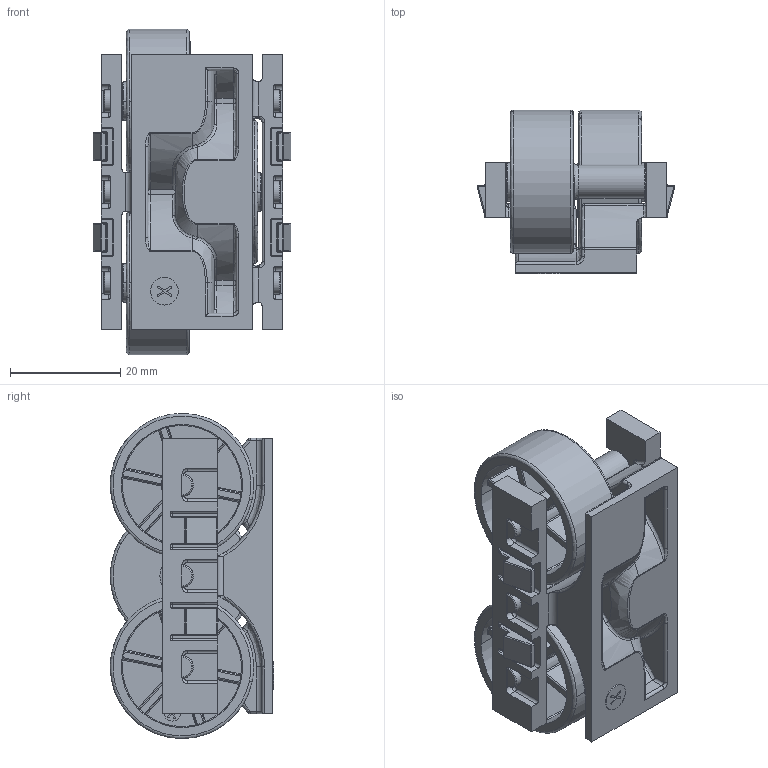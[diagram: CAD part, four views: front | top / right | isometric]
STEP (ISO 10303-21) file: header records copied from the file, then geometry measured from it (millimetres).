
FILE_DESCRIPTION (( 'STEP AP203' ), '1' );
FILE_NAME ('801101_c_1.STEP', '2023-03-16T13:45:36', ( '' ), ( '' ), 'SwSTEP 2.0', 'SolidWorks 2014', '' );
FILE_SCHEMA (( 'CONFIG_CONTROL_DESIGN' ));
Length unit declared in the file: millimetre
Products named in the file (1): 801101_c_1
Bounding box: 35.89 x 29.65 x 59 mm (x, y, z)
Volume: 18526.5 mm3; surface area: 21039.8 mm2
Topology: 7 solids, 7 shells, 1557 faces, 3996 edges, 2430 vertices
Faces by surface type: plane 653, bspline 442, cylinder 438, cone 12, torus 12
Entity records: 56482 total; most frequent: CARTESIAN_POINT 21500, ORIENTED_EDGE 7860, DIRECTION 6568, EDGE_CURVE 3930, VERTEX_POINT 2430, AXIS2_PLACEMENT_3D 2202, VECTOR 2164, LINE 2164
